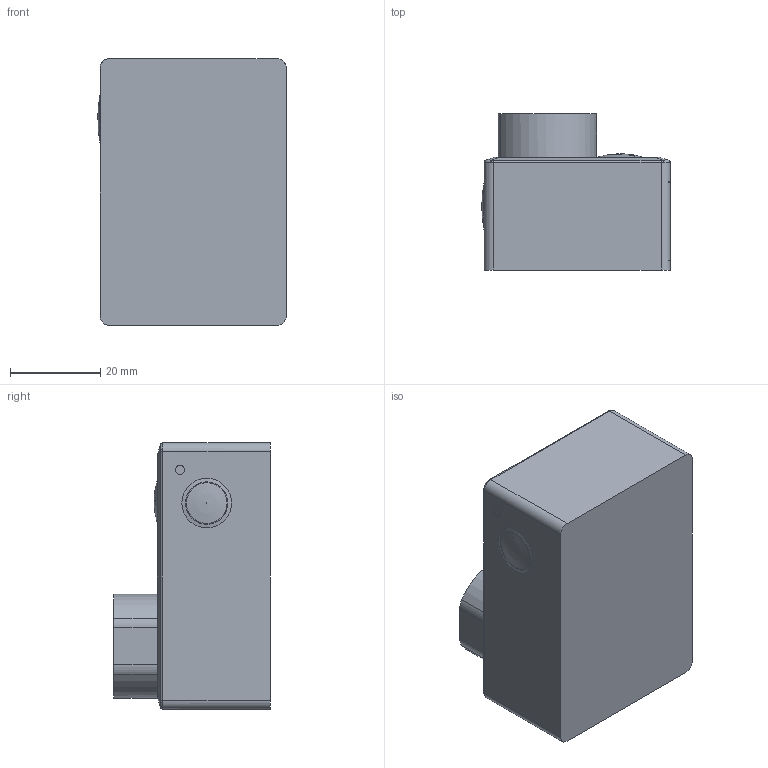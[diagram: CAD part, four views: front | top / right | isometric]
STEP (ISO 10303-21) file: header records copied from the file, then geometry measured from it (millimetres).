
FILE_DESCRIPTION(/* description */ (''),/* implementation_level */ '2;1');
FILE_NAME(/* name */ '935c7b47-3762-43a1-a16b-57cbf23e0d78.stp',/* time_stamp */ '2024-03-29T15:53:44Z',/* author */ (''),/* organization */ (''),/* preprocessor_version */ 'ST-DEVELOPER v20',/* originating_system */ 'Autodesk Translation Framework v12.20.1.177',/* authorisation */ '');
FILE_SCHEMA (('AUTOMOTIVE_DESIGN { 1 0 10303 214 3 1 1 }'));
Length unit declared in the file: millimetre
Products named in the file (2): Survey3_Camera_Models; Survey3N_Camera
Assembly tree (1 placements, depth 2):
  Survey3_Camera_Models
    Survey3N_Camera
Bounding box: 41.7 x 34.71 x 59 mm (x, y, z)
Volume: 63760.1 mm3; surface area: 11417.2 mm2
Topology: 3 solids, 3 shells, 538 faces, 1338 edges, 870 vertices
Faces by surface type: plane 223, bspline 222, cylinder 71, torus 22
Full cylindrical faces by diameter (mm): 2 x1, 6 x2, 7 x1, 9 x1, 9.4 x1, 12 x1, 18 x1
Entity records: 23147 total; most frequent: CARTESIAN_POINT 11289, ORIENTED_EDGE 2676, DIRECTION 1769, EDGE_CURVE 1338, VERTEX_POINT 870, LINE 685, VECTOR 685, EDGE_LOOP 602
